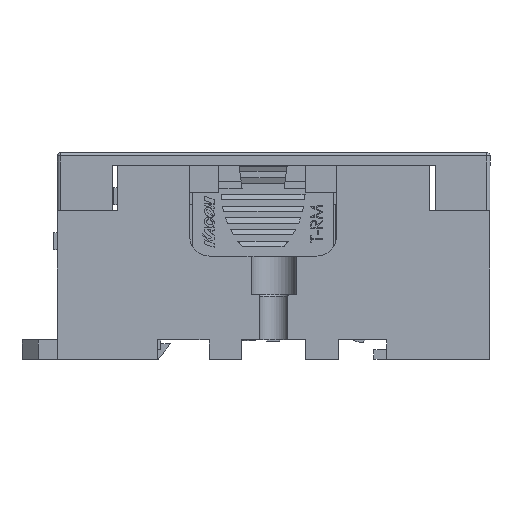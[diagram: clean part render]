
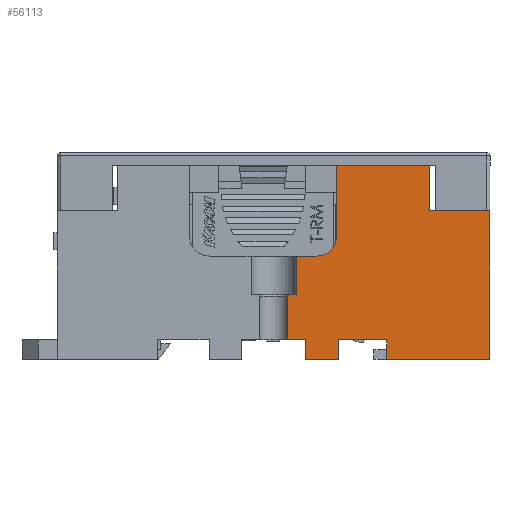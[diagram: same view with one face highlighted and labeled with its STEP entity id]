
A CAD part, front view. The second image highlights one B-rep face of the part: STEP entity #56113.
In plain terms, the highlighted planar face has unit normal (0, -1, 0).
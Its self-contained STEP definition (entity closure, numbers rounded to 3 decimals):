
#738 = DIRECTION ( 'NONE',  ( 0., 0., -1. ) ) ;
#2779 = AXIS2_PLACEMENT_3D ( 'NONE', #41885, #117970, #61059 ) ;
#3185 = VERTEX_POINT ( 'NONE', #72351 ) ;
#3841 = ORIENTED_EDGE ( 'NONE', *, *, #85844, .F. ) ;
#5106 = VERTEX_POINT ( 'NONE', #90162 ) ;
#5347 = LINE ( 'NONE', #35292, #56002 ) ;
#5669 = EDGE_CURVE ( 'NONE', #101356, #62418, #30613, .T. ) ;
#5773 = VECTOR ( 'NONE', #115176, 1000. ) ;
#6856 = VECTOR ( 'NONE', #23149, 1000. ) ;
#9320 = DIRECTION ( 'NONE',  ( 1., 0., 0. ) ) ;
#9455 = CARTESIAN_POINT ( 'NONE',  ( 9.7, -16.5, 30. ) ) ;
#9762 = VECTOR ( 'NONE', #41356, 1000. ) ;
#10733 = CARTESIAN_POINT ( 'NONE',  ( 6.7, -16.5, 16. ) ) ;
#10812 = FACE_OUTER_BOUND ( 'NONE', #108301, .T. ) ;
#11127 = ORIENTED_EDGE ( 'NONE', *, *, #104460, .T. ) ;
#11259 = VECTOR ( 'NONE', #63974, 1000. ) ;
#12416 = ORIENTED_EDGE ( 'NONE', *, *, #46889, .F. ) ;
#12425 = VECTOR ( 'NONE', #111471, 1000. ) ;
#12875 = VECTOR ( 'NONE', #72695, 1000. ) ;
#13125 = ORIENTED_EDGE ( 'NONE', *, *, #52204, .F. ) ;
#13524 = CARTESIAN_POINT ( 'NONE',  ( 5., -16.5, 3. ) ) ;
#14275 = CARTESIAN_POINT ( 'NONE',  ( 17.5, -16.5, 3. ) ) ;
#17270 = ORIENTED_EDGE ( 'NONE', *, *, #25031, .F. ) ;
#18384 = VECTOR ( 'NONE', #42603, 1000. ) ;
#18581 = ORIENTED_EDGE ( 'NONE', *, *, #26974, .T. ) ;
#20417 = VECTOR ( 'NONE', #40043, 1000. ) ;
#21205 = CARTESIAN_POINT ( 'NONE',  ( 3.5, -16.5, 16. ) ) ;
#23149 = DIRECTION ( 'NONE',  ( 1., 0., 0. ) ) ;
#23275 = AXIS2_PLACEMENT_3D ( 'NONE', #104492, #47490, #114023 ) ;
#24471 = EDGE_CURVE ( 'NONE', #73839, #115478, #81292, .T. ) ;
#24548 = CARTESIAN_POINT ( 'NONE',  ( 5., -16.5, 0. ) ) ;
#25031 = EDGE_CURVE ( 'NONE', #52242, #76967, #78160, .T. ) ;
#26610 = EDGE_CURVE ( 'NONE', #81437, #73839, #95900, .T. ) ;
#26974 = EDGE_CURVE ( 'NONE', #3185, #82792, #82409, .T. ) ;
#27580 = CARTESIAN_POINT ( 'NONE',  ( 10., -16.5, 0. ) ) ;
#27842 = DIRECTION ( 'NONE',  ( 0., 0., 1. ) ) ;
#29446 = CARTESIAN_POINT ( 'NONE',  ( 2.4, -16.5, 10. ) ) ;
#29710 = CARTESIAN_POINT ( 'NONE',  ( 24.2, -16.5, 30. ) ) ;
#30613 = CIRCLE ( 'NONE', #109439, 3. ) ;
#31776 = CARTESIAN_POINT ( 'NONE',  ( -33.5, -16.5, 0. ) ) ;
#32240 = LINE ( 'NONE', #13524, #6856 ) ;
#32910 = DIRECTION ( 'NONE',  ( 0., 0., -1. ) ) ;
#34137 = LINE ( 'NONE', #48654, #5773 ) ;
#35292 = CARTESIAN_POINT ( 'NONE',  ( -33.5, -16.5, 23. ) ) ;
#35466 = CARTESIAN_POINT ( 'NONE',  ( 10., -16.5, 0. ) ) ;
#36027 = VERTEX_POINT ( 'NONE', #70289 ) ;
#36376 = DIRECTION ( 'NONE',  ( 1., 0., 0. ) ) ;
#40043 = DIRECTION ( 'NONE',  ( 1., 0., 0. ) ) ;
#41356 = DIRECTION ( 'NONE',  ( 1., 0., 0. ) ) ;
#41885 = CARTESIAN_POINT ( 'NONE',  ( -33.5, -16.5, 30. ) ) ;
#42603 = DIRECTION ( 'NONE',  ( 0., 0., -1. ) ) ;
#43659 = LINE ( 'NONE', #44308, #116570 ) ;
#44308 = CARTESIAN_POINT ( 'NONE',  ( -33.5, -16.5, 0. ) ) ;
#44847 = DIRECTION ( 'NONE',  ( 1., 0., 0. ) ) ;
#44879 = VECTOR ( 'NONE', #32910, 1000. ) ;
#46889 = EDGE_CURVE ( 'NONE', #49052, #101915, #63101, .T. ) ;
#47371 = DIRECTION ( 'NONE',  ( 0., -1., 0. ) ) ;
#47490 = DIRECTION ( 'NONE',  ( 0., -1., 0. ) ) ;
#47860 = LINE ( 'NONE', #52001, #44879 ) ;
#48029 = VERTEX_POINT ( 'NONE', #92087 ) ;
#48654 = CARTESIAN_POINT ( 'NONE',  ( -10., -16.5, 16. ) ) ;
#49052 = VERTEX_POINT ( 'NONE', #73104 ) ;
#49888 = VECTOR ( 'NONE', #9320, 1000. ) ;
#50303 = CARTESIAN_POINT ( 'NONE',  ( 24.2, -16.5, 23. ) ) ;
#51768 = LINE ( 'NONE', #75228, #99434 ) ;
#52001 = CARTESIAN_POINT ( 'NONE',  ( 3.5, -16.5, 30. ) ) ;
#52204 = EDGE_CURVE ( 'NONE', #62418, #52242, #51768, .T. ) ;
#52242 = VERTEX_POINT ( 'NONE', #9455 ) ;
#54361 = CARTESIAN_POINT ( 'NONE',  ( 24.2, -16.5, 30. ) ) ;
#55577 = ORIENTED_EDGE ( 'NONE', *, *, #57115, .T. ) ;
#56002 = VECTOR ( 'NONE', #44847, 1000. ) ;
#56113 = ADVANCED_FACE ( 'NONE', ( #10812 ), #108006, .F. ) ;
#57080 = ORIENTED_EDGE ( 'NONE', *, *, #84494, .F. ) ;
#57082 = VECTOR ( 'NONE', #110220, 1000. ) ;
#57115 = EDGE_CURVE ( 'NONE', #84554, #48029, #47860, .T. ) ;
#59340 = EDGE_CURVE ( 'NONE', #85739, #36027, #63561, .T. ) ;
#59535 = ORIENTED_EDGE ( 'NONE', *, *, #122460, .T. ) ;
#59680 = ORIENTED_EDGE ( 'NONE', *, *, #24471, .T. ) ;
#61059 = DIRECTION ( 'NONE',  ( 0., 0., 1. ) ) ;
#62418 = VERTEX_POINT ( 'NONE', #101580 ) ;
#63101 = LINE ( 'NONE', #101939, #12425 ) ;
#63170 = CARTESIAN_POINT ( 'NONE',  ( 17.5, -16.5, 3. ) ) ;
#63561 = LINE ( 'NONE', #63170, #12875 ) ;
#63593 = CARTESIAN_POINT ( 'NONE',  ( 5., -16.5, 0. ) ) ;
#63974 = DIRECTION ( 'NONE',  ( 0., 0., 1. ) ) ;
#66370 = CARTESIAN_POINT ( 'NONE',  ( -33.5, -16.5, 30. ) ) ;
#67344 = CARTESIAN_POINT ( 'NONE',  ( 2.2, -16.5, 30. ) ) ;
#67726 = ORIENTED_EDGE ( 'NONE', *, *, #86215, .T. ) ;
#70289 = CARTESIAN_POINT ( 'NONE',  ( 17.5, -16.5, 3. ) ) ;
#72351 = CARTESIAN_POINT ( 'NONE',  ( 5., -16.5, 3. ) ) ;
#72695 = DIRECTION ( 'NONE',  ( 1., 0., 0. ) ) ;
#73104 = CARTESIAN_POINT ( 'NONE',  ( 33.5, -16.5, 23. ) ) ;
#73394 = CARTESIAN_POINT ( 'NONE',  ( 2.2, -16.5, 3. ) ) ;
#73839 = VERTEX_POINT ( 'NONE', #111674 ) ;
#74326 = ORIENTED_EDGE ( 'NONE', *, *, #5669, .F. ) ;
#75228 = CARTESIAN_POINT ( 'NONE',  ( 9.7, -16.5, 35. ) ) ;
#76130 = ORIENTED_EDGE ( 'NONE', *, *, #99469, .F. ) ;
#76967 = VERTEX_POINT ( 'NONE', #29710 ) ;
#77544 = VERTEX_POINT ( 'NONE', #50303 ) ;
#78160 = LINE ( 'NONE', #66370, #49888 ) ;
#78550 = ORIENTED_EDGE ( 'NONE', *, *, #81747, .T. ) ;
#81292 = LINE ( 'NONE', #67344, #106589 ) ;
#81437 = VERTEX_POINT ( 'NONE', #29446 ) ;
#81747 = EDGE_CURVE ( 'NONE', #82792, #119168, #43659, .T. ) ;
#82409 = LINE ( 'NONE', #24548, #57082 ) ;
#82792 = VERTEX_POINT ( 'NONE', #63593 ) ;
#84494 = EDGE_CURVE ( 'NONE', #84554, #101356, #34137, .T. ) ;
#84554 = VERTEX_POINT ( 'NONE', #21205 ) ;
#85739 = VERTEX_POINT ( 'NONE', #122798 ) ;
#85844 = EDGE_CURVE ( 'NONE', #81437, #48029, #121550, .T. ) ;
#86215 = EDGE_CURVE ( 'NONE', #115478, #3185, #32240, .T. ) ;
#86561 = ORIENTED_EDGE ( 'NONE', *, *, #59340, .T. ) ;
#87497 = CARTESIAN_POINT ( 'NONE',  ( -33.5, -16.5, 10. ) ) ;
#90162 = CARTESIAN_POINT ( 'NONE',  ( 17.5, -16.5, 0. ) ) ;
#90253 = LINE ( 'NONE', #54361, #11259 ) ;
#92087 = CARTESIAN_POINT ( 'NONE',  ( 3.5, -16.5, 10. ) ) ;
#94135 = DIRECTION ( 'NONE',  ( 0., 0., 1. ) ) ;
#94527 = VECTOR ( 'NONE', #94135, 1000. ) ;
#95900 = CIRCLE ( 'NONE', #23275, 0.2 ) ;
#96351 = CARTESIAN_POINT ( 'NONE',  ( 33.5, -16.5, 0. ) ) ;
#96756 = ORIENTED_EDGE ( 'NONE', *, *, #26610, .T. ) ;
#99153 = ORIENTED_EDGE ( 'NONE', *, *, #123175, .T. ) ;
#99434 = VECTOR ( 'NONE', #27842, 1000. ) ;
#99469 = EDGE_CURVE ( 'NONE', #77544, #49052, #5347, .T. ) ;
#101356 = VERTEX_POINT ( 'NONE', #10733 ) ;
#101580 = CARTESIAN_POINT ( 'NONE',  ( 9.7, -16.5, 19. ) ) ;
#101915 = VERTEX_POINT ( 'NONE', #96351 ) ;
#101939 = CARTESIAN_POINT ( 'NONE',  ( 33.5, -16.5, 30. ) ) ;
#104382 = CARTESIAN_POINT ( 'NONE',  ( 6.7, -16.5, 19. ) ) ;
#104460 = EDGE_CURVE ( 'NONE', #36027, #5106, #119557, .T. ) ;
#104492 = CARTESIAN_POINT ( 'NONE',  ( 2.4, -16.5, 9.8 ) ) ;
#106589 = VECTOR ( 'NONE', #738, 1000. ) ;
#108006 = PLANE ( 'NONE',  #2779 ) ;
#108301 = EDGE_LOOP ( 'NONE', ( #3841, #96756, #59680, #67726, #18581, #78550, #99153, #86561, #11127, #121562, #12416, #76130, #59535, #17270, #13125, #74326, #57080, #55577 ) ) ;
#109439 = AXIS2_PLACEMENT_3D ( 'NONE', #104382, #47371, #113905 ) ;
#109898 = EDGE_CURVE ( 'NONE', #5106, #101915, #111002, .T. ) ;
#110220 = DIRECTION ( 'NONE',  ( 0., 0., -1. ) ) ;
#111002 = LINE ( 'NONE', #31776, #9762 ) ;
#111471 = DIRECTION ( 'NONE',  ( 0., 0., -1. ) ) ;
#111674 = CARTESIAN_POINT ( 'NONE',  ( 2.2, -16.5, 9.8 ) ) ;
#113905 = DIRECTION ( 'NONE',  ( 0., 0., 1. ) ) ;
#114023 = DIRECTION ( 'NONE',  ( 0., 0., 1. ) ) ;
#115176 = DIRECTION ( 'NONE',  ( 1., 0., 0. ) ) ;
#115478 = VERTEX_POINT ( 'NONE', #73394 ) ;
#116570 = VECTOR ( 'NONE', #36376, 1000. ) ;
#116808 = LINE ( 'NONE', #27580, #94527 ) ;
#117970 = DIRECTION ( 'NONE',  ( 0., 1., 0. ) ) ;
#119168 = VERTEX_POINT ( 'NONE', #35466 ) ;
#119557 = LINE ( 'NONE', #14275, #18384 ) ;
#121550 = LINE ( 'NONE', #87497, #20417 ) ;
#121562 = ORIENTED_EDGE ( 'NONE', *, *, #109898, .T. ) ;
#122460 = EDGE_CURVE ( 'NONE', #77544, #76967, #90253, .T. ) ;
#122798 = CARTESIAN_POINT ( 'NONE',  ( 10., -16.5, 3. ) ) ;
#123175 = EDGE_CURVE ( 'NONE', #119168, #85739, #116808, .T. ) ;
